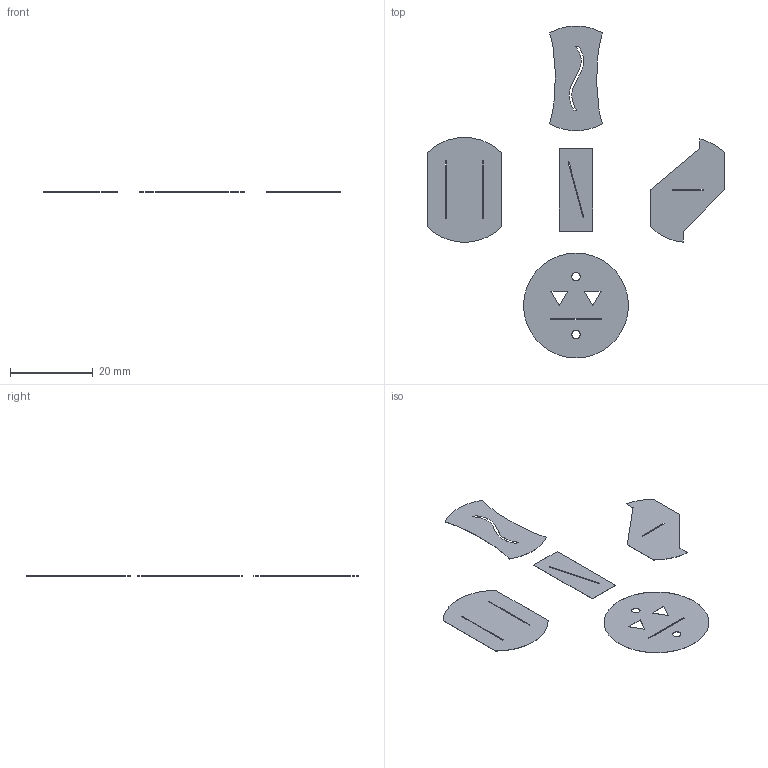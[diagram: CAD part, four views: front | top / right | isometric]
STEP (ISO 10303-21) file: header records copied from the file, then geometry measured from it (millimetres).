
FILE_DESCRIPTION(('HOOPS Exchange Step'),'2;1');
FILE_NAME('temp_export','2024-04-14T11:21:05+02:00',('mobile'),('Shapr3D Limited'),'HOOPS Exchange 2023.2','Shapr3D','Authorized');
FILE_SCHEMA( ('AUTOMOTIVE_DESIGN { 1 0 10303 214 1 1 1 1 }') );
Length unit declared in the file: millimetre
Products named in the file (1): root
Bounding box: 72 x 80.36 x 0.05 mm (x, y, z)
Volume: 78.6 mm3; surface area: 3171.5 mm2
Topology: 5 solids, 5 shells, 63 faces, 161 edges, 108 vertices
Faces by surface type: plane 50, cylinder 9, extrusion 2, bspline 2
Full cylindrical faces by diameter (mm): 2 x2, 25.4 x1
Entity records: 2186 total; most frequent: CARTESIAN_POINT 572, ORIENTED_EDGE 322, DIRECTION 307, EDGE_CURVE 161, VECTOR 135, LINE 133, VERTEX_POINT 108, AXIS2_PLACEMENT_3D 86
